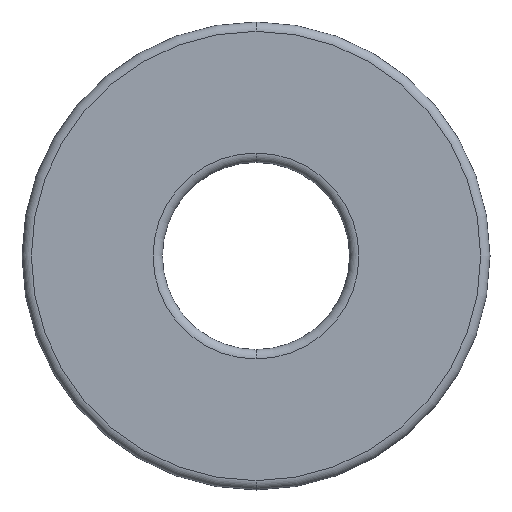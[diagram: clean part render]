
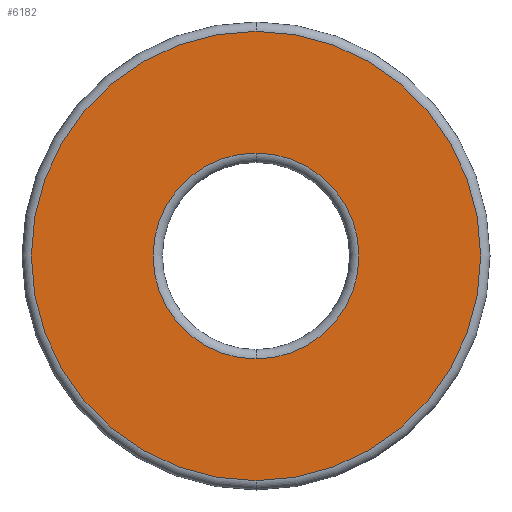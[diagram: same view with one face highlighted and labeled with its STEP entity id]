
A CAD part, front view. The second image highlights one B-rep face of the part: STEP entity #6182.
In plain terms, the highlighted planar face has unit normal (0, -1, 0).
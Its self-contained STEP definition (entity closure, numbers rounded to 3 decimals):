
#390 = CARTESIAN_POINT ( 'NONE',  ( 0., -17., 0. ) ) ;
#986 = EDGE_CURVE ( 'NONE', #4903, #7919, #4445, .T. ) ;
#1354 = ORIENTED_EDGE ( 'NONE', *, *, #986, .T. ) ;
#1359 = PLANE ( 'NONE',  #7858 ) ;
#2209 = EDGE_LOOP ( 'NONE', ( #1354, #6213 ) ) ;
#2361 = EDGE_LOOP ( 'NONE', ( #6825, #9982 ) ) ;
#2873 = DIRECTION ( 'NONE',  ( 0., 1., 0. ) ) ;
#3121 = CARTESIAN_POINT ( 'NONE',  ( 0., -17., -12. ) ) ;
#3241 = VERTEX_POINT ( 'NONE', #9654 ) ;
#3783 = FACE_BOUND ( 'NONE', #2361, .T. ) ;
#4445 = CIRCLE ( 'NONE', #7351, 12. ) ;
#4546 = DIRECTION ( 'NONE',  ( 0., 0., 1. ) ) ;
#4903 = VERTEX_POINT ( 'NONE', #9448 ) ;
#4907 = EDGE_CURVE ( 'NONE', #7919, #4903, #12763, .T. ) ;
#5089 = EDGE_CURVE ( 'NONE', #3241, #11904, #5846, .T. ) ;
#5504 = DIRECTION ( 'NONE',  ( 0., 1., 0. ) ) ;
#5846 = CIRCLE ( 'NONE', #7054, 5.5 ) ;
#5847 = DIRECTION ( 'NONE',  ( 0., -1., 0. ) ) ;
#6071 = CARTESIAN_POINT ( 'NONE',  ( 0., -17., 0. ) ) ;
#6165 = CARTESIAN_POINT ( 'NONE',  ( 0., -17., 5.5 ) ) ;
#6182 = ADVANCED_FACE ( 'NONE', ( #3783, #10939 ), #1359, .F. ) ;
#6198 = DIRECTION ( 'NONE',  ( 0., 0., 1. ) ) ;
#6213 = ORIENTED_EDGE ( 'NONE', *, *, #4907, .T. ) ;
#6503 = AXIS2_PLACEMENT_3D ( 'NONE', #8467, #2873, #16430 ) ;
#6709 = AXIS2_PLACEMENT_3D ( 'NONE', #390, #5847, #4546 ) ;
#6825 = ORIENTED_EDGE ( 'NONE', *, *, #6968, .T. ) ;
#6968 = EDGE_CURVE ( 'NONE', #11904, #3241, #12384, .T. ) ;
#7054 = AXIS2_PLACEMENT_3D ( 'NONE', #6071, #12717, #6198 ) ;
#7351 = AXIS2_PLACEMENT_3D ( 'NONE', #17427, #9380, #10719 ) ;
#7858 = AXIS2_PLACEMENT_3D ( 'NONE', #14739, #5504, #9328 ) ;
#7919 = VERTEX_POINT ( 'NONE', #3121 ) ;
#8467 = CARTESIAN_POINT ( 'NONE',  ( 0., -17., 0. ) ) ;
#9328 = DIRECTION ( 'NONE',  ( 0., 0., 1. ) ) ;
#9380 = DIRECTION ( 'NONE',  ( 0., -1., 0. ) ) ;
#9448 = CARTESIAN_POINT ( 'NONE',  ( 0., -17., 12. ) ) ;
#9654 = CARTESIAN_POINT ( 'NONE',  ( 0., -17., -5.5 ) ) ;
#9982 = ORIENTED_EDGE ( 'NONE', *, *, #5089, .T. ) ;
#10719 = DIRECTION ( 'NONE',  ( 0., 0., 1. ) ) ;
#10939 = FACE_OUTER_BOUND ( 'NONE', #2209, .T. ) ;
#11904 = VERTEX_POINT ( 'NONE', #6165 ) ;
#12384 = CIRCLE ( 'NONE', #6503, 5.5 ) ;
#12717 = DIRECTION ( 'NONE',  ( 0., 1., 0. ) ) ;
#12763 = CIRCLE ( 'NONE', #6709, 12. ) ;
#14739 = CARTESIAN_POINT ( 'NONE',  ( 0., -17., 0. ) ) ;
#16430 = DIRECTION ( 'NONE',  ( 0., 0., 1. ) ) ;
#17427 = CARTESIAN_POINT ( 'NONE',  ( 0., -17., 0. ) ) ;
